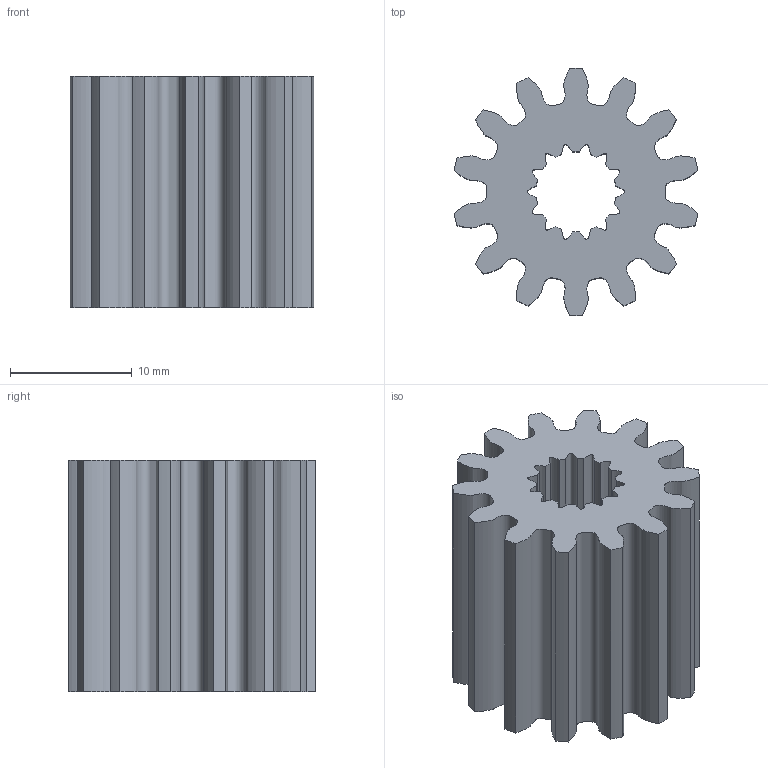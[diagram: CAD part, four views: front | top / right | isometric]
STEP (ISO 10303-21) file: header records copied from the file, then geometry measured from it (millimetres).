
FILE_DESCRIPTION (( 'STEP AP203' ), '1' );
FILE_NAME ('217-6922-001 Rev2.STEP', '2019-08-22T15:23:54', ( '' ), ( '' ), 'SwSTEP 2.0', 'SolidWorks 2017', '' );
FILE_SCHEMA (( 'CONFIG_CONTROL_DESIGN' ));
Length unit declared in the file: millimetre
Products named in the file (1): 217-6922-001 Rev2
Bounding box: 20.01 x 20.32 x 19.05 mm (x, y, z)
Volume: 3472 mm3; surface area: 3182 mm2
Topology: 1 solids, 1 shells, 58 faces, 168 edges, 112 vertices
Faces by surface type: cylinder 28, bspline 28, plane 2
Entity records: 8169 total; most frequent: CARTESIAN_POINT 6695, ORIENTED_EDGE 336, DIRECTION 230, EDGE_CURVE 168, VERTEX_POINT 112, AXIS2_PLACEMENT_3D 87, EDGE_LOOP 60, ADVANCED_FACE 58
